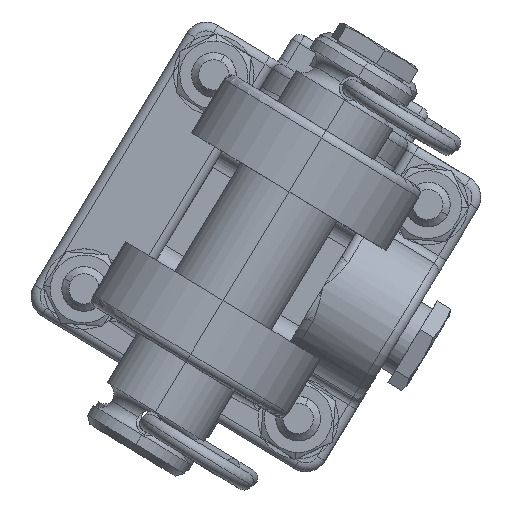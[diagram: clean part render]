
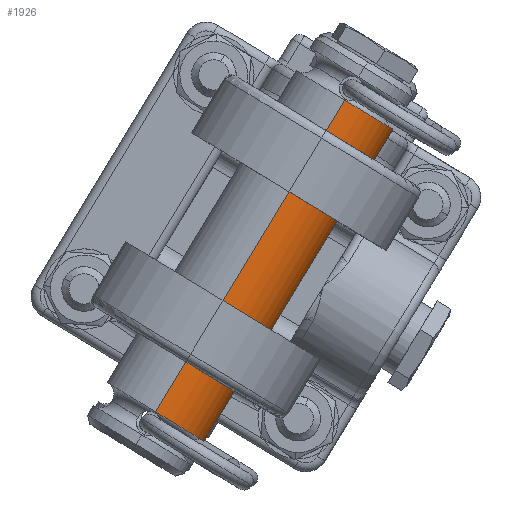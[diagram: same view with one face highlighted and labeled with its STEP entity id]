
A CAD part, top view. The second image highlights one B-rep face of the part: STEP entity #1926.
In plain terms, the highlighted cylindrical face has radius 12.65 mm (diameter 25.3 mm), a partial arc.
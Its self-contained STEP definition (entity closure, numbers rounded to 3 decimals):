
#421 = FACE_OUTER_BOUND ( 'NONE', #20899, .T. ) ;
#1926 = ADVANCED_FACE ( 'NONE', ( #421 ), #14698, .T. ) ;
#2218 = AXIS2_PLACEMENT_3D ( 'NONE', #2331, #8732, #8806 ) ;
#2331 = CARTESIAN_POINT ( 'NONE',  ( 91.6, 0., 0. ) ) ;
#2598 = CARTESIAN_POINT ( 'NONE',  ( 91.6, 12.65, 0. ) ) ;
#2612 = ORIENTED_EDGE ( 'NONE', *, *, #3902, .F. ) ;
#3053 = EDGE_CURVE ( 'NONE', #8974, #12704, #15138, .T. ) ;
#3902 = EDGE_CURVE ( 'NONE', #8974, #13699, #15663, .T. ) ;
#4332 = EDGE_CURVE ( 'NONE', #12704, #16149, #14360, .T. ) ;
#5336 = DIRECTION ( 'NONE',  ( 1., 0., 0. ) ) ;
#5418 = DIRECTION ( 'NONE',  ( 0., 1., 0. ) ) ;
#5650 = EDGE_CURVE ( 'NONE', #13699, #16149, #20938, .T. ) ;
#6732 = VECTOR ( 'NONE', #19199, 1000. ) ;
#8474 = CARTESIAN_POINT ( 'NONE',  ( 10., 12.65, 0. ) ) ;
#8487 = CARTESIAN_POINT ( 'NONE',  ( 10., 12.65, 0. ) ) ;
#8732 = DIRECTION ( 'NONE',  ( 1., 0., 0. ) ) ;
#8806 = DIRECTION ( 'NONE',  ( 0., 1., 0. ) ) ;
#8974 = VERTEX_POINT ( 'NONE', #8487 ) ;
#9857 = DIRECTION ( 'NONE',  ( 0., 1., 0. ) ) ;
#10495 = AXIS2_PLACEMENT_3D ( 'NONE', #13190, #16254, #9857 ) ;
#11082 = ORIENTED_EDGE ( 'NONE', *, *, #4332, .T. ) ;
#11314 = VECTOR ( 'NONE', #11815, 1000. ) ;
#11815 = DIRECTION ( 'NONE',  ( 1., 0., 0. ) ) ;
#12704 = VERTEX_POINT ( 'NONE', #15654 ) ;
#13190 = CARTESIAN_POINT ( 'NONE',  ( 10., 0., 0. ) ) ;
#13500 = CARTESIAN_POINT ( 'NONE',  ( 10., 0., 0. ) ) ;
#13699 = VERTEX_POINT ( 'NONE', #2598 ) ;
#14360 = LINE ( 'NONE', #20624, #6732 ) ;
#14698 = CYLINDRICAL_SURFACE ( 'NONE', #10495, 12.65 ) ;
#15138 = CIRCLE ( 'NONE', #17610, 12.65 ) ;
#15612 = ORIENTED_EDGE ( 'NONE', *, *, #3053, .T. ) ;
#15654 = CARTESIAN_POINT ( 'NONE',  ( 10., -12.65, 0. ) ) ;
#15663 = LINE ( 'NONE', #8474, #11314 ) ;
#16149 = VERTEX_POINT ( 'NONE', #16518 ) ;
#16254 = DIRECTION ( 'NONE',  ( 1., 0., 0. ) ) ;
#16518 = CARTESIAN_POINT ( 'NONE',  ( 91.6, -12.65, 0. ) ) ;
#17610 = AXIS2_PLACEMENT_3D ( 'NONE', #13500, #5336, #5418 ) ;
#19199 = DIRECTION ( 'NONE',  ( 1., 0., 0. ) ) ;
#20337 = ORIENTED_EDGE ( 'NONE', *, *, #5650, .F. ) ;
#20624 = CARTESIAN_POINT ( 'NONE',  ( 10., -12.65, 0. ) ) ;
#20899 = EDGE_LOOP ( 'NONE', ( #15612, #11082, #20337, #2612 ) ) ;
#20938 = CIRCLE ( 'NONE', #2218, 12.65 ) ;
